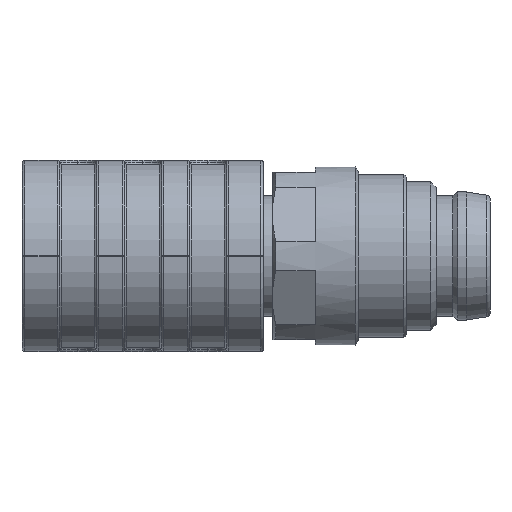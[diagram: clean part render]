
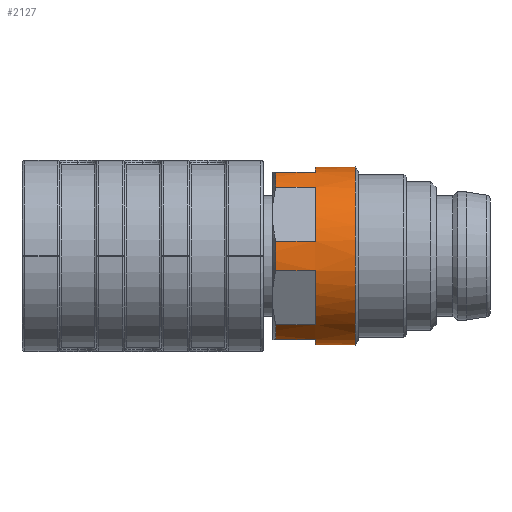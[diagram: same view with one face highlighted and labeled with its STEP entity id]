
A CAD part, front view. The second image highlights one B-rep face of the part: STEP entity #2127.
In plain terms, the highlighted cylindrical face has radius 4.8 mm (diameter 9.6 mm), a full revolution.
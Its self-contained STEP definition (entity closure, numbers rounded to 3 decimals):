
#1092=LINE('',#13312,#1584);
#1093=LINE('',#13313,#1585);
#1095=LINE('',#13316,#1587);
#1097=LINE('',#13320,#1589);
#1099=LINE('',#13325,#1591);
#1101=LINE('',#13329,#1593);
#1103=LINE('',#13334,#1595);
#1105=LINE('',#13338,#1597);
#1107=LINE('',#13343,#1599);
#1109=LINE('',#13347,#1601);
#1111=LINE('',#13352,#1603);
#1113=LINE('',#13356,#1605);
#1584=VECTOR('',#10449,1.);
#1585=VECTOR('',#10450,1.);
#1587=VECTOR('',#10454,1.);
#1589=VECTOR('',#10456,1.);
#1591=VECTOR('',#10464,1.);
#1593=VECTOR('',#10466,1.);
#1595=VECTOR('',#10474,1.);
#1597=VECTOR('',#10476,1.);
#1599=VECTOR('',#10484,1.);
#1601=VECTOR('',#10486,1.);
#1603=VECTOR('',#10494,1.);
#1605=VECTOR('',#10496,1.);
#2127=ADVANCED_FACE('',(#2701,#2702),#2525,.T.);
#2525=CYLINDRICAL_SURFACE('',#8747,4.8);
#2701=FACE_BOUND('',#3028,.T.);
#2702=FACE_BOUND('',#3029,.T.);
#3028=EDGE_LOOP('',(#4294));
#3029=EDGE_LOOP('',(#4295,#4296,#4297,#4298,#4299,#4300,#4301,#4302,#4303,
#4304,#4305,#4306,#4307,#4308,#4309,#4310,#4311,#4312,#4313,#4314,#4315,
#4316,#4317,#4318));
#4294=ORIENTED_EDGE('',*,*,#6884,.T.);
#4295=ORIENTED_EDGE('',*,*,#6916,.F.);
#4296=ORIENTED_EDGE('',*,*,#6909,.T.);
#4297=ORIENTED_EDGE('',*,*,#6921,.F.);
#4298=ORIENTED_EDGE('',*,*,#6922,.T.);
#4299=ORIENTED_EDGE('',*,*,#6919,.F.);
#4300=ORIENTED_EDGE('',*,*,#6897,.T.);
#4301=ORIENTED_EDGE('',*,*,#6926,.F.);
#4302=ORIENTED_EDGE('',*,*,#6927,.T.);
#4303=ORIENTED_EDGE('',*,*,#6924,.F.);
#4304=ORIENTED_EDGE('',*,*,#6901,.T.);
#4305=ORIENTED_EDGE('',*,*,#6931,.F.);
#4306=ORIENTED_EDGE('',*,*,#6932,.T.);
#4307=ORIENTED_EDGE('',*,*,#6929,.F.);
#4308=ORIENTED_EDGE('',*,*,#6889,.T.);
#4309=ORIENTED_EDGE('',*,*,#6936,.F.);
#4310=ORIENTED_EDGE('',*,*,#6937,.T.);
#4311=ORIENTED_EDGE('',*,*,#6934,.F.);
#4312=ORIENTED_EDGE('',*,*,#6905,.T.);
#4313=ORIENTED_EDGE('',*,*,#6941,.F.);
#4314=ORIENTED_EDGE('',*,*,#6942,.T.);
#4315=ORIENTED_EDGE('',*,*,#6939,.F.);
#4316=ORIENTED_EDGE('',*,*,#6893,.T.);
#4317=ORIENTED_EDGE('',*,*,#6917,.F.);
#4318=ORIENTED_EDGE('',*,*,#6914,.T.);
#5989=VERTEX_POINT('',#13203);
#5992=VERTEX_POINT('',#13212);
#5994=VERTEX_POINT('',#13219);
#5996=VERTEX_POINT('',#13227);
#5998=VERTEX_POINT('',#13234);
#6000=VERTEX_POINT('',#13242);
#6002=VERTEX_POINT('',#13249);
#6004=VERTEX_POINT('',#13257);
#6006=VERTEX_POINT('',#13264);
#6008=VERTEX_POINT('',#13272);
#6010=VERTEX_POINT('',#13279);
#6012=VERTEX_POINT('',#13287);
#6014=VERTEX_POINT('',#13294);
#6018=VERTEX_POINT('',#13307);
#6019=VERTEX_POINT('',#13308);
#6020=VERTEX_POINT('',#13317);
#6021=VERTEX_POINT('',#13319);
#6022=VERTEX_POINT('',#13326);
#6023=VERTEX_POINT('',#13328);
#6024=VERTEX_POINT('',#13335);
#6025=VERTEX_POINT('',#13337);
#6026=VERTEX_POINT('',#13344);
#6027=VERTEX_POINT('',#13346);
#6028=VERTEX_POINT('',#13353);
#6029=VERTEX_POINT('',#13355);
#6884=EDGE_CURVE('',#5989,#5989,#7896,.T.);
#6889=EDGE_CURVE('',#5992,#5994,#7899,.T.);
#6893=EDGE_CURVE('',#5996,#5998,#7901,.T.);
#6897=EDGE_CURVE('',#6000,#6002,#7903,.T.);
#6901=EDGE_CURVE('',#6004,#6006,#7905,.T.);
#6905=EDGE_CURVE('',#6008,#6010,#7907,.T.);
#6909=EDGE_CURVE('',#6012,#6014,#7909,.T.);
#6914=EDGE_CURVE('',#6019,#6018,#7913,.T.);
#6916=EDGE_CURVE('',#6012,#6018,#1092,.T.);
#6917=EDGE_CURVE('',#6019,#5998,#1093,.T.);
#6919=EDGE_CURVE('',#6000,#6020,#1095,.T.);
#6921=EDGE_CURVE('',#6021,#6014,#1097,.T.);
#6922=EDGE_CURVE('',#6021,#6020,#7914,.T.);
#6924=EDGE_CURVE('',#6004,#6022,#1099,.T.);
#6926=EDGE_CURVE('',#6023,#6002,#1101,.T.);
#6927=EDGE_CURVE('',#6023,#6022,#7915,.T.);
#6929=EDGE_CURVE('',#5992,#6024,#1103,.T.);
#6931=EDGE_CURVE('',#6025,#6006,#1105,.T.);
#6932=EDGE_CURVE('',#6025,#6024,#7916,.T.);
#6934=EDGE_CURVE('',#6008,#6026,#1107,.T.);
#6936=EDGE_CURVE('',#6027,#5994,#1109,.T.);
#6937=EDGE_CURVE('',#6027,#6026,#7917,.T.);
#6939=EDGE_CURVE('',#5996,#6028,#1111,.T.);
#6941=EDGE_CURVE('',#6029,#6010,#1113,.T.);
#6942=EDGE_CURVE('',#6029,#6028,#7918,.T.);
#7896=CIRCLE('',#8695,4.8);
#7899=CIRCLE('',#8699,4.8);
#7901=CIRCLE('',#8702,4.8);
#7903=CIRCLE('',#8705,4.8);
#7905=CIRCLE('',#8708,4.8);
#7907=CIRCLE('',#8711,4.8);
#7909=CIRCLE('',#8714,4.8);
#7913=CIRCLE('',#8722,4.8);
#7914=CIRCLE('',#8726,4.8);
#7915=CIRCLE('',#8729,4.8);
#7916=CIRCLE('',#8732,4.8);
#7917=CIRCLE('',#8735,4.8);
#7918=CIRCLE('',#8738,4.8);
#8695=AXIS2_PLACEMENT_3D('',#13202,#10389,#10390);
#8699=AXIS2_PLACEMENT_3D('',#13220,#10397,#10398);
#8702=AXIS2_PLACEMENT_3D('',#13235,#10403,#10404);
#8705=AXIS2_PLACEMENT_3D('',#13250,#10409,#10410);
#8708=AXIS2_PLACEMENT_3D('',#13265,#10415,#10416);
#8711=AXIS2_PLACEMENT_3D('',#13280,#10421,#10422);
#8714=AXIS2_PLACEMENT_3D('',#13295,#10427,#10428);
#8722=AXIS2_PLACEMENT_3D('',#13309,#10444,#10445);
#8726=AXIS2_PLACEMENT_3D('',#13322,#10459,#10460);
#8729=AXIS2_PLACEMENT_3D('',#13331,#10469,#10470);
#8732=AXIS2_PLACEMENT_3D('',#13340,#10479,#10480);
#8735=AXIS2_PLACEMENT_3D('',#13349,#10489,#10490);
#8738=AXIS2_PLACEMENT_3D('',#13358,#10499,#10500);
#8747=AXIS2_PLACEMENT_3D('',#13392,#10517,#10518);
#10389=DIRECTION('',(-1.,0.,0.));
#10390=DIRECTION('',(0.,0.,1.));
#10397=DIRECTION('',(1.,0.,0.));
#10398=DIRECTION('',(0.,0.,1.));
#10403=DIRECTION('',(1.,0.,0.));
#10404=DIRECTION('',(0.,0.,1.));
#10409=DIRECTION('',(1.,0.,0.));
#10410=DIRECTION('',(0.,0.,1.));
#10415=DIRECTION('',(1.,0.,0.));
#10416=DIRECTION('',(0.,0.,1.));
#10421=DIRECTION('',(1.,0.,0.));
#10422=DIRECTION('',(0.,0.,1.));
#10427=DIRECTION('',(1.,0.,0.));
#10428=DIRECTION('',(0.,0.,1.));
#10444=DIRECTION('',(1.,0.,0.));
#10445=DIRECTION('',(0.,0.,1.));
#10449=DIRECTION('',(1.,0.,0.));
#10450=DIRECTION('',(-1.,0.,0.));
#10454=DIRECTION('',(1.,0.,0.));
#10456=DIRECTION('',(-1.,0.,0.));
#10459=DIRECTION('',(1.,0.,0.));
#10460=DIRECTION('',(0.,0.,1.));
#10464=DIRECTION('',(1.,0.,0.));
#10466=DIRECTION('',(-1.,0.,0.));
#10469=DIRECTION('',(1.,0.,0.));
#10470=DIRECTION('',(0.,0.,1.));
#10474=DIRECTION('',(1.,0.,0.));
#10476=DIRECTION('',(-1.,0.,0.));
#10479=DIRECTION('',(1.,0.,0.));
#10480=DIRECTION('',(0.,0.,1.));
#10484=DIRECTION('',(1.,0.,0.));
#10486=DIRECTION('',(-1.,0.,0.));
#10489=DIRECTION('',(1.,0.,0.));
#10490=DIRECTION('',(0.,0.,1.));
#10494=DIRECTION('',(1.,0.,0.));
#10496=DIRECTION('',(-1.,0.,0.));
#10499=DIRECTION('',(1.,0.,0.));
#10500=DIRECTION('',(0.,0.,1.));
#10517=DIRECTION('',(1.,0.,0.));
#10518=DIRECTION('',(0.,0.,-1.));
#13202=CARTESIAN_POINT('',(55.753,5.85,44.15));
#13203=CARTESIAN_POINT('',(55.753,5.85,48.95));
#13212=CARTESIAN_POINT('',(51.453,8.912,47.847));
#13219=CARTESIAN_POINT('',(51.453,7.52,48.65));
#13220=CARTESIAN_POINT('',(51.453,5.85,44.15));
#13227=CARTESIAN_POINT('',(51.453,1.117,44.954));
#13234=CARTESIAN_POINT('',(51.453,1.117,43.347));
#13235=CARTESIAN_POINT('',(51.453,5.85,44.15));
#13242=CARTESIAN_POINT('',(51.453,7.52,39.65));
#13249=CARTESIAN_POINT('',(51.453,8.912,40.454));
#13250=CARTESIAN_POINT('',(51.453,5.85,44.15));
#13257=CARTESIAN_POINT('',(51.453,10.582,43.347));
#13264=CARTESIAN_POINT('',(51.453,10.582,44.954));
#13265=CARTESIAN_POINT('',(51.453,5.85,44.15));
#13272=CARTESIAN_POINT('',(51.453,4.179,48.65));
#13279=CARTESIAN_POINT('',(51.453,2.788,47.847));
#13280=CARTESIAN_POINT('',(51.453,5.85,44.15));
#13287=CARTESIAN_POINT('',(51.453,2.788,40.454));
#13294=CARTESIAN_POINT('',(51.453,4.179,39.65));
#13295=CARTESIAN_POINT('',(51.453,5.85,44.15));
#13307=CARTESIAN_POINT('',(53.603,2.788,40.454));
#13308=CARTESIAN_POINT('',(53.603,1.117,43.347));
#13309=CARTESIAN_POINT('',(53.603,5.85,44.15));
#13312=CARTESIAN_POINT('',(83.303,2.788,40.454));
#13313=CARTESIAN_POINT('',(83.303,1.117,43.347));
#13316=CARTESIAN_POINT('',(83.303,7.52,39.65));
#13317=CARTESIAN_POINT('',(53.603,7.52,39.65));
#13319=CARTESIAN_POINT('',(53.603,4.179,39.65));
#13320=CARTESIAN_POINT('',(83.303,4.179,39.65));
#13322=CARTESIAN_POINT('',(53.603,5.85,44.15));
#13325=CARTESIAN_POINT('',(83.303,10.582,43.347));
#13326=CARTESIAN_POINT('',(53.603,10.582,43.347));
#13328=CARTESIAN_POINT('',(53.603,8.912,40.454));
#13329=CARTESIAN_POINT('',(83.303,8.912,40.454));
#13331=CARTESIAN_POINT('',(53.603,5.85,44.15));
#13334=CARTESIAN_POINT('',(83.303,8.912,47.847));
#13335=CARTESIAN_POINT('',(53.603,8.912,47.847));
#13337=CARTESIAN_POINT('',(53.603,10.582,44.954));
#13338=CARTESIAN_POINT('',(83.303,10.582,44.954));
#13340=CARTESIAN_POINT('',(53.603,5.85,44.15));
#13343=CARTESIAN_POINT('',(83.303,4.179,48.65));
#13344=CARTESIAN_POINT('',(53.603,4.179,48.65));
#13346=CARTESIAN_POINT('',(53.603,7.52,48.65));
#13347=CARTESIAN_POINT('',(83.303,7.52,48.65));
#13349=CARTESIAN_POINT('',(53.603,5.85,44.15));
#13352=CARTESIAN_POINT('',(83.303,1.117,44.954));
#13353=CARTESIAN_POINT('',(53.603,1.117,44.954));
#13355=CARTESIAN_POINT('',(53.603,2.788,47.847));
#13356=CARTESIAN_POINT('',(83.303,2.788,47.847));
#13358=CARTESIAN_POINT('',(53.603,5.85,44.15));
#13392=CARTESIAN_POINT('',(83.303,5.85,44.15));
